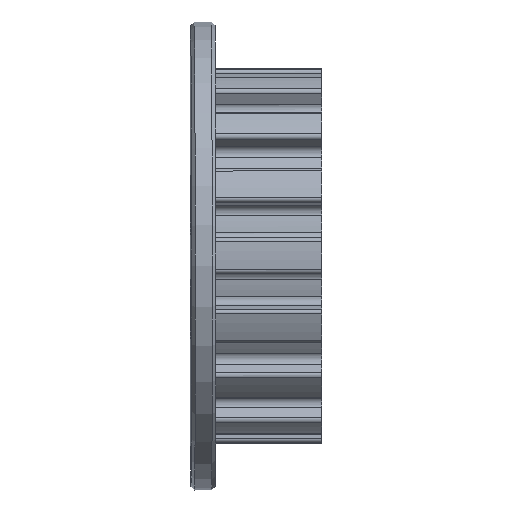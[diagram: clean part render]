
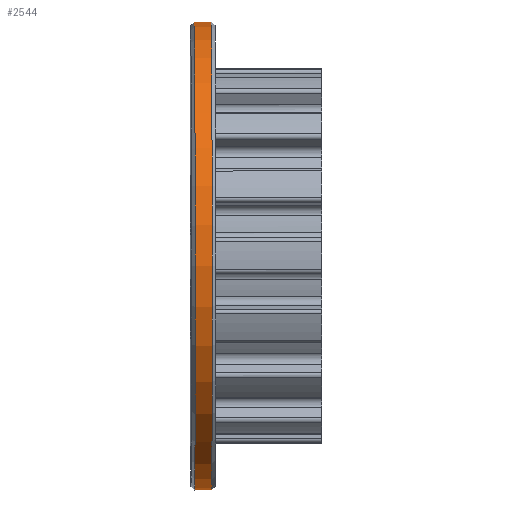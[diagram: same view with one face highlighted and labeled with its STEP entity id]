
A CAD part, left-side view. The second image highlights one B-rep face of the part: STEP entity #2544.
In plain terms, the highlighted cylindrical face has radius 15.875 mm (diameter 31.75 mm), a full revolution.
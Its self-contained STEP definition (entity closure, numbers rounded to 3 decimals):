
#31=CYLINDRICAL_SURFACE('',#2802,15.875);
#153=FACE_OUTER_BOUND('',#295,.T.);
#295=EDGE_LOOP('',(#1837,#1838,#1839,#1840));
#469=LINE('',#4224,#668);
#668=VECTOR('',#3299,15.875);
#930=CIRCLE('',#2800,15.875);
#932=CIRCLE('',#2803,15.875);
#1162=VERTEX_POINT('',#4216);
#1164=VERTEX_POINT('',#4222);
#1430=EDGE_CURVE('',#1162,#1162,#930,.T.);
#1433=EDGE_CURVE('',#1164,#1164,#932,.T.);
#1434=EDGE_CURVE('',#1164,#1162,#469,.T.);
#1837=ORIENTED_EDGE('',*,*,#1433,.F.);
#1838=ORIENTED_EDGE('',*,*,#1434,.T.);
#1839=ORIENTED_EDGE('',*,*,#1430,.F.);
#1840=ORIENTED_EDGE('',*,*,#1434,.F.);
#2544=ADVANCED_FACE('',(#153),#31,.T.);
#2800=AXIS2_PLACEMENT_3D('',#4217,#3290,#3291);
#2802=AXIS2_PLACEMENT_3D('',#4221,#3295,#3296);
#2803=AXIS2_PLACEMENT_3D('',#4223,#3297,#3298);
#3290=DIRECTION('center_axis',(0.,0.,-1.));
#3291=DIRECTION('ref_axis',(1.,0.,0.));
#3295=DIRECTION('center_axis',(0.,0.,1.));
#3296=DIRECTION('ref_axis',(1.,0.,0.));
#3297=DIRECTION('center_axis',(0.,0.,1.));
#3298=DIRECTION('ref_axis',(1.,0.,0.));
#3299=DIRECTION('',(0.,0.,-1.));
#4216=CARTESIAN_POINT('',(-15.875,0.,0.797));
#4217=CARTESIAN_POINT('Origin',(0.,0.,0.797));
#4221=CARTESIAN_POINT('Origin',(0.,0.,11.049));
#4222=CARTESIAN_POINT('',(-15.875,0.,1.948));
#4223=CARTESIAN_POINT('Origin',(0.,0.,1.948));
#4224=CARTESIAN_POINT('',(-15.875,0.,11.049));
